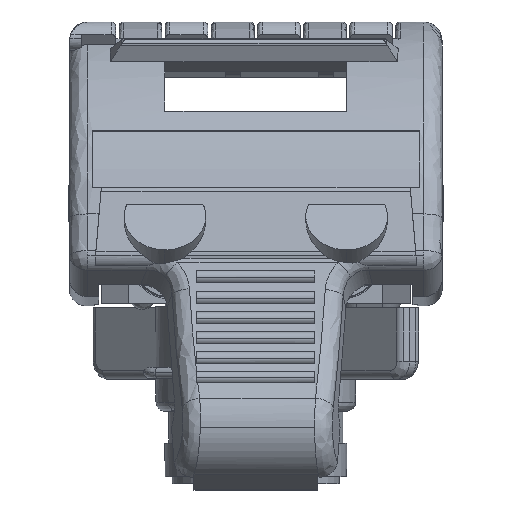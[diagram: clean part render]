
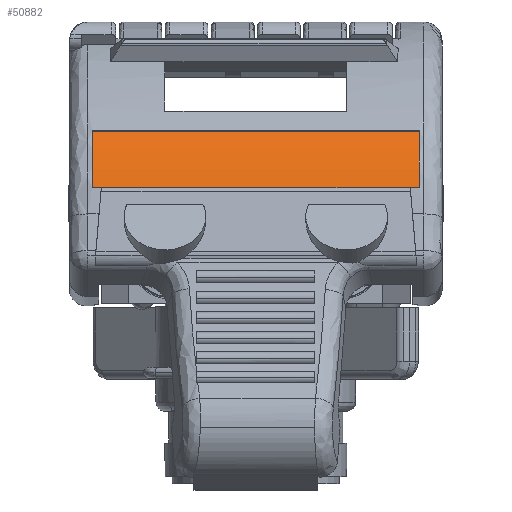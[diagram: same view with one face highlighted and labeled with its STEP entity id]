
A CAD part, front view. The second image highlights one B-rep face of the part: STEP entity #50882.
In plain terms, the highlighted cylindrical face has radius 26.75 mm (diameter 53.5 mm), a partial arc.
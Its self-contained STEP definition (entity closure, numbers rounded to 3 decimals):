
#50855=AXIS2_PLACEMENT_3D('Cylinder Axis2P3D',#50852,#50853,#50854) ;
#50859=AXIS2_PLACEMENT_3D('Circle Axis2P3D',#50857,#50858,$) ;
#50873=AXIS2_PLACEMENT_3D('Circle Axis2P3D',#50871,#50872,$) ;
#34493=CARTESIAN_POINT('Vertex',(38.5,10.648,33.113)) ;
#34496=CARTESIAN_POINT('Line Origine',(20.5,10.648,33.113)) ;
#34500=CARTESIAN_POINT('Vertex',(2.5,10.648,33.113)) ;
#50852=CARTESIAN_POINT('Axis2P3D Location',(20.5,35.985,24.532)) ;
#50857=CARTESIAN_POINT('Axis2P3D Location',(38.5,35.985,24.532)) ;
#50861=CARTESIAN_POINT('Vertex',(38.5,13.787,39.46)) ;
#50864=CARTESIAN_POINT('Line Origine',(20.5,13.787,39.46)) ;
#50868=CARTESIAN_POINT('Vertex',(2.5,13.787,39.46)) ;
#50871=CARTESIAN_POINT('Axis2P3D Location',(2.5,35.985,24.532)) ;
#34497=DIRECTION('Vector Direction',(1.,0.,0.)) ;
#50853=DIRECTION('Axis2P3D Direction',(-1.,0.,0.)) ;
#50854=DIRECTION('Axis2P3D XDirection',(0.,-1.,0.)) ;
#50858=DIRECTION('Axis2P3D Direction',(-1.,0.,0.)) ;
#50865=DIRECTION('Vector Direction',(-1.,0.,0.)) ;
#50872=DIRECTION('Axis2P3D Direction',(-1.,0.,0.)) ;
#34498=VECTOR('Line Direction',#34497,1.) ;
#50866=VECTOR('Line Direction',#50865,1.) ;
#50877=ORIENTED_EDGE('',*,*,#34502,.T.) ;
#50878=ORIENTED_EDGE('',*,*,#50863,.F.) ;
#50879=ORIENTED_EDGE('',*,*,#50870,.T.) ;
#50880=ORIENTED_EDGE('',*,*,#50875,.T.) ;
#50882=ADVANCED_FACE('V1',(#50881),#50856,.T.) ;
#50860=CIRCLE('generated circle',#50859,26.75) ;
#50874=CIRCLE('generated circle',#50873,26.75) ;
#50856=CYLINDRICAL_SURFACE('generated cylinder',#50855,26.75) ;
#34502=EDGE_CURVE('',#34501,#34494,#34499,.T.) ;
#50863=EDGE_CURVE('',#50862,#34494,#50860,.F.) ;
#50870=EDGE_CURVE('',#50862,#50869,#50867,.T.) ;
#50875=EDGE_CURVE('',#50869,#34501,#50874,.F.) ;
#50876=EDGE_LOOP('',(#50877,#50878,#50879,#50880)) ;
#50881=FACE_OUTER_BOUND('',#50876,.T.) ;
#34499=LINE('Line',#34496,#34498) ;
#50867=LINE('Line',#50864,#50866) ;
#34494=VERTEX_POINT('',#34493) ;
#34501=VERTEX_POINT('',#34500) ;
#50862=VERTEX_POINT('',#50861) ;
#50869=VERTEX_POINT('',#50868) ;
